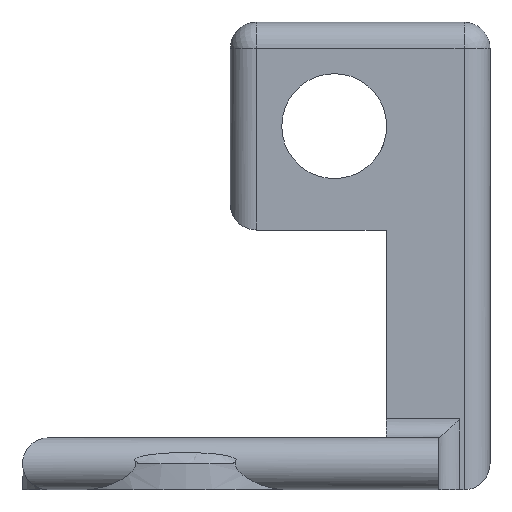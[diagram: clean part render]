
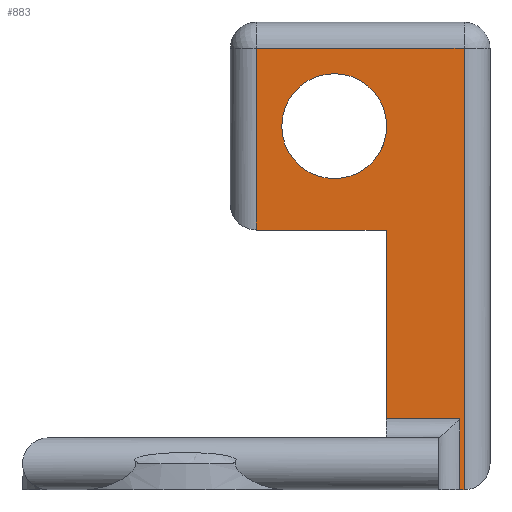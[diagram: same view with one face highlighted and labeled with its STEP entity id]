
A CAD part, front view. The second image highlights one B-rep face of the part: STEP entity #883.
In plain terms, the highlighted planar face has unit normal (0, -1, 0).
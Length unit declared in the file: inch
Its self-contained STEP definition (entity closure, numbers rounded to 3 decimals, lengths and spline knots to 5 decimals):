
#28=FACE_BOUND('',#283,.T.);
#39=PLANE('',#986);
#62=LINE('',#1733,#119);
#80=LINE('',#1822,#137);
#81=LINE('',#1824,#138);
#83=LINE('',#1827,#140);
#87=LINE('',#1834,#144);
#92=LINE('',#1905,#149);
#96=LINE('',#1921,#153);
#101=LINE('',#1945,#158);
#119=VECTOR('',#1043,0.3937);
#137=VECTOR('',#1145,0.3937);
#138=VECTOR('',#1148,0.3937);
#140=VECTOR('',#1152,0.3937);
#144=VECTOR('',#1158,0.3937);
#149=VECTOR('',#1179,0.091);
#153=VECTOR('',#1197,0.3937);
#158=VECTOR('',#1218,0.3937);
#229=FACE_OUTER_BOUND('',#282,.T.);
#282=EDGE_LOOP('',(#828,#829,#830,#831,#832,#833,#834,#835));
#283=EDGE_LOOP('',(#836));
#325=CIRCLE('',#983,0.2525);
#392=VERTEX_POINT('',#1730);
#393=VERTEX_POINT('',#1732);
#408=VERTEX_POINT('',#1768);
#409=VERTEX_POINT('',#1772);
#412=VERTEX_POINT('',#1779);
#424=VERTEX_POINT('',#1832);
#432=VERTEX_POINT('',#1892);
#434=VERTEX_POINT('',#1904);
#440=VERTEX_POINT('',#1941);
#490=EDGE_CURVE('',#392,#393,#62,.T.);
#536=EDGE_CURVE('',#412,#392,#80,.T.);
#537=EDGE_CURVE('',#409,#412,#81,.T.);
#539=EDGE_CURVE('',#408,#409,#83,.T.);
#543=EDGE_CURVE('',#424,#408,#87,.T.);
#554=EDGE_CURVE('',#432,#434,#92,.T.);
#563=EDGE_CURVE('',#393,#432,#96,.T.);
#570=EDGE_CURVE('',#440,#440,#325,.T.);
#571=EDGE_CURVE('',#434,#424,#101,.T.);
#828=ORIENTED_EDGE('',*,*,#539,.F.);
#829=ORIENTED_EDGE('',*,*,#543,.F.);
#830=ORIENTED_EDGE('',*,*,#571,.F.);
#831=ORIENTED_EDGE('',*,*,#554,.F.);
#832=ORIENTED_EDGE('',*,*,#563,.F.);
#833=ORIENTED_EDGE('',*,*,#490,.F.);
#834=ORIENTED_EDGE('',*,*,#536,.F.);
#835=ORIENTED_EDGE('',*,*,#537,.F.);
#836=ORIENTED_EDGE('',*,*,#570,.T.);
#883=ADVANCED_FACE('',(#229,#28),#39,.T.);
#983=AXIS2_PLACEMENT_3D('',#1943,#1214,#1215);
#986=AXIS2_PLACEMENT_3D('',#1948,#1222,#1223);
#1043=DIRECTION('',(-1.,0.,0.));
#1145=DIRECTION('',(0.,0.,-1.));
#1148=DIRECTION('',(1.,0.,0.));
#1152=DIRECTION('',(0.,0.,1.));
#1158=DIRECTION('',(-1.,0.,0.));
#1179=DIRECTION('',(-1.,0.,0.));
#1197=DIRECTION('',(0.,0.,1.));
#1214=DIRECTION('center_axis',(0.,1.,0.));
#1215=DIRECTION('ref_axis',(-1.,0.,0.));
#1218=DIRECTION('',(0.,0.,1.));
#1222=DIRECTION('center_axis',(0.,-1.,0.));
#1223=DIRECTION('ref_axis',(1.,0.,0.));
#1730=CARTESIAN_POINT('',(1.125,-0.5,0.));
#1732=CARTESIAN_POINT('',(1.105,-0.5,0.));
#1733=CARTESIAN_POINT('',(1.25,-0.5,0.));
#1768=CARTESIAN_POINT('',(0.125,-0.5,1.25));
#1772=CARTESIAN_POINT('',(0.125,-0.5,2.125));
#1779=CARTESIAN_POINT('',(1.125,-0.5,2.125));
#1822=CARTESIAN_POINT('',(1.125,-0.5,0.));
#1824=CARTESIAN_POINT('',(0.875,-0.5,2.125));
#1827=CARTESIAN_POINT('',(0.125,-0.5,0.875));
#1832=CARTESIAN_POINT('',(0.75,-0.5,1.25));
#1834=CARTESIAN_POINT('',(0.75,-0.5,1.25));
#1892=CARTESIAN_POINT('',(1.105,-0.5,0.341));
#1904=CARTESIAN_POINT('',(0.75,-0.5,0.341));
#1905=CARTESIAN_POINT('',(0.,-0.5,0.341));
#1921=CARTESIAN_POINT('',(1.105,-0.5,0.));
#1941=CARTESIAN_POINT('',(0.7525,-0.5,1.75));
#1943=CARTESIAN_POINT('Origin',(0.5,-0.5,1.75));
#1945=CARTESIAN_POINT('',(0.75,-0.5,0.25));
#1948=CARTESIAN_POINT('Origin',(0.75,-0.5,0.));
